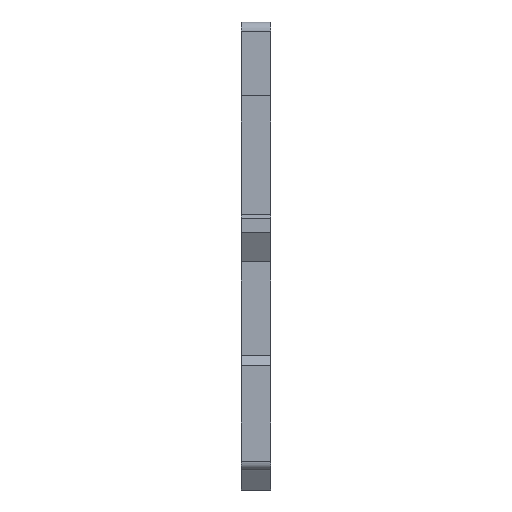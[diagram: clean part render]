
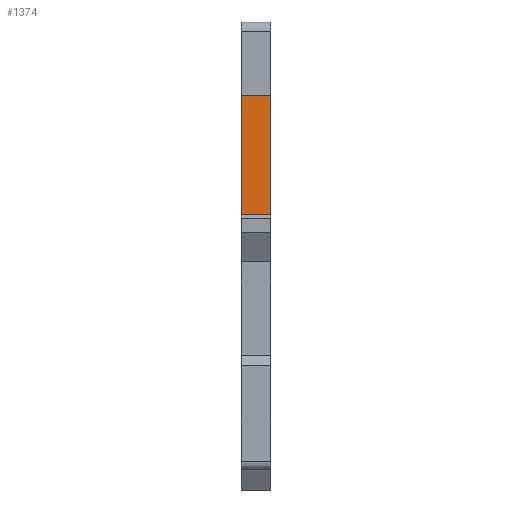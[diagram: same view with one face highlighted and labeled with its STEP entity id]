
A CAD part, front view. The second image highlights one B-rep face of the part: STEP entity #1374.
In plain terms, the highlighted planar face has unit normal (0, -1, 0).
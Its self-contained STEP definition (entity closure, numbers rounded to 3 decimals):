
#461=CARTESIAN_POINT('',(0.0,1.32,-40.147));
#462=VERTEX_POINT('',#461);
#469=CARTESIAN_POINT('',(0.0,1.32,-15.299));
#470=VERTEX_POINT('',#469);
#471=CARTESIAN_POINT('',(0.0,1.32,-15.299));
#472=DIRECTION('',(0.0,0.0,-1.0));
#473=VECTOR('',#472,24.848);
#474=LINE('',#471,#473);
#475=EDGE_CURVE('',#470,#462,#474,.T.);
#680=CARTESIAN_POINT('',(6.2,1.32,-15.299));
#681=VERTEX_POINT('',#680);
#688=CARTESIAN_POINT('',(6.2,1.32,-40.147));
#689=VERTEX_POINT('',#688);
#690=CARTESIAN_POINT('',(6.2,1.32,-40.147));
#691=DIRECTION('',(0.0,0.0,1.0));
#692=VECTOR('',#691,24.848);
#693=LINE('',#690,#692);
#694=EDGE_CURVE('',#689,#681,#693,.T.);
#1110=CARTESIAN_POINT('',(0.0,1.32,-40.147));
#1111=DIRECTION('',(1.0,0.0,0.0));
#1112=VECTOR('',#1111,6.2);
#1113=LINE('',#1110,#1112);
#1114=EDGE_CURVE('',#462,#689,#1113,.T.);
#1358=CARTESIAN_POINT('',(3.1,1.32,-28.011));
#1359=DIRECTION('',(0.0,-1.0,0.0));
#1360=DIRECTION('',(0.0,0.0,-1.0));
#1361=AXIS2_PLACEMENT_3D('',#1358,#1359,#1360);
#1362=PLANE('',#1361);
#1363=ORIENTED_EDGE('',*,*,#1114,.T.);
#1364=ORIENTED_EDGE('',*,*,#694,.T.);
#1365=CARTESIAN_POINT('',(0.0,1.32,-15.299));
#1366=DIRECTION('',(1.0,0.0,0.0));
#1367=VECTOR('',#1366,6.2);
#1368=LINE('',#1365,#1367);
#1369=EDGE_CURVE('',#470,#681,#1368,.T.);
#1370=ORIENTED_EDGE('',*,*,#1369,.F.);
#1371=ORIENTED_EDGE('',*,*,#475,.T.);
#1372=EDGE_LOOP('',(#1363,#1364,#1370,#1371));
#1373=FACE_OUTER_BOUND('',#1372,.T.);
#1374=ADVANCED_FACE('',(#1373),#1362,.T.);
